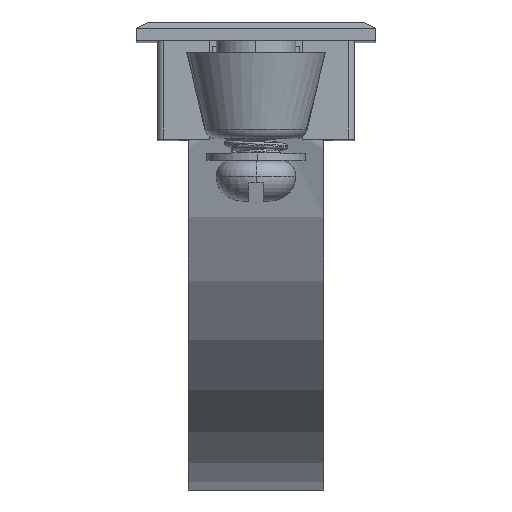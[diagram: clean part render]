
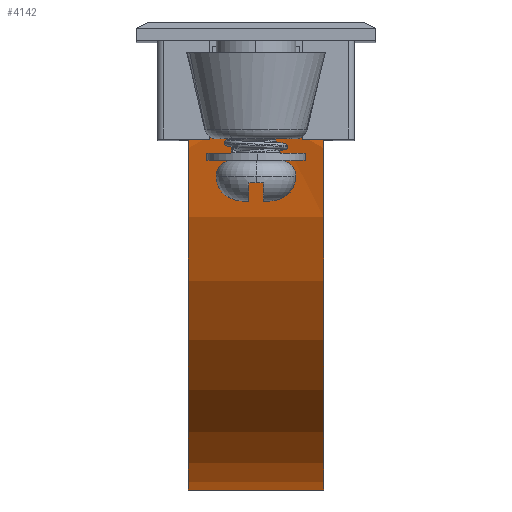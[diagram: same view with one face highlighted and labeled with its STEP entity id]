
A CAD part, top view. The second image highlights one B-rep face of the part: STEP entity #4142.
In plain terms, the highlighted cylindrical face has radius 33.513 mm (diameter 67.026 mm), a partial arc.
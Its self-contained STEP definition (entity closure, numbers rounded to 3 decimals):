
#413 = DIRECTION ( 'NONE',  ( 0., 0., -1. ) ) ;
#506 = CARTESIAN_POINT ( 'NONE',  ( 33.5, -4.987, 5.5 ) ) ;
#1043 = CARTESIAN_POINT ( 'NONE',  ( 33.5, -4.987, 5.5 ) ) ;
#1440 = CARTESIAN_POINT ( 'NONE',  ( -0.013, -4.987, -5.5 ) ) ;
#1613 = DIRECTION ( 'NONE',  ( 0., 0., -1. ) ) ;
#2063 = FACE_OUTER_BOUND ( 'NONE', #4832, .T. ) ;
#2357 = CARTESIAN_POINT ( 'NONE',  ( 33.5, -4.987, -5.5 ) ) ;
#2557 = DIRECTION ( 'NONE',  ( 1., 0., 0. ) ) ;
#2924 = LINE ( 'NONE', #9683, #13909 ) ;
#3117 = CARTESIAN_POINT ( 'NONE',  ( -33.5, -6.31, -5.5 ) ) ;
#3391 = VERTEX_POINT ( 'NONE', #1043 ) ;
#3465 = VERTEX_POINT ( 'NONE', #11338 ) ;
#3479 = EDGE_CURVE ( 'NONE', #9100, #10530, #2924, .T. ) ;
#3613 = EDGE_CURVE ( 'NONE', #18961, #9100, #18506, .T. ) ;
#4142 = ADVANCED_FACE ( 'NONE', ( #2063 ), #8821, .T. ) ;
#4173 = CIRCLE ( 'NONE', #13726, 33.513 ) ;
#4379 = CARTESIAN_POINT ( 'NONE',  ( 33.5, -4.987, 5.5 ) ) ;
#4388 = CIRCLE ( 'NONE', #13944, 33.513 ) ;
#4799 = VERTEX_POINT ( 'NONE', #3117 ) ;
#4832 = EDGE_LOOP ( 'NONE', ( #6851, #9387, #18511, #6565, #19886, #8592, #16496, #11211 ) ) ;
#5020 = DIRECTION ( 'NONE',  ( 0., 0., -1. ) ) ;
#5105 = EDGE_CURVE ( 'NONE', #7338, #4799, #10034, .T. ) ;
#5559 = DIRECTION ( 'NONE',  ( 1., 0., 0. ) ) ;
#6306 = CIRCLE ( 'NONE', #15838, 33.513 ) ;
#6565 = ORIENTED_EDGE ( 'NONE', *, *, #21292, .F. ) ;
#6851 = ORIENTED_EDGE ( 'NONE', *, *, #3479, .F. ) ;
#7155 = DIRECTION ( 'NONE',  ( -1., 0., 0. ) ) ;
#7258 = DIRECTION ( 'NONE',  ( 0., 0., -1. ) ) ;
#7338 = VERTEX_POINT ( 'NONE', #13955 ) ;
#8186 = DIRECTION ( 'NONE',  ( 0., 0., 1. ) ) ;
#8592 = ORIENTED_EDGE ( 'NONE', *, *, #14594, .T. ) ;
#8821 = CYLINDRICAL_SURFACE ( 'NONE', #14271, 33.513 ) ;
#9078 = CARTESIAN_POINT ( 'NONE',  ( 33.315, -8.5, -1.5 ) ) ;
#9100 = VERTEX_POINT ( 'NONE', #14381 ) ;
#9387 = ORIENTED_EDGE ( 'NONE', *, *, #3613, .F. ) ;
#9683 = CARTESIAN_POINT ( 'NONE',  ( 33.315, -8.5, 1.5 ) ) ;
#10034 = LINE ( 'NONE', #16773, #17658 ) ;
#10530 = VERTEX_POINT ( 'NONE', #9078 ) ;
#10985 = CARTESIAN_POINT ( 'NONE',  ( -0.013, -4.987, 1.5 ) ) ;
#11162 = DIRECTION ( 'NONE',  ( 0., 0., -1. ) ) ;
#11211 = ORIENTED_EDGE ( 'NONE', *, *, #14465, .T. ) ;
#11338 = CARTESIAN_POINT ( 'NONE',  ( 33.5, -4.987, -1.5 ) ) ;
#11728 = VERTEX_POINT ( 'NONE', #2357 ) ;
#11786 = DIRECTION ( 'NONE',  ( 1., 0., 0. ) ) ;
#13726 = AXIS2_PLACEMENT_3D ( 'NONE', #20157, #5020, #11786 ) ;
#13909 = VECTOR ( 'NONE', #16426, 1000. ) ;
#13944 = AXIS2_PLACEMENT_3D ( 'NONE', #13983, #20699, #5559 ) ;
#13955 = CARTESIAN_POINT ( 'NONE',  ( -33.5, -6.31, 5.5 ) ) ;
#13983 = CARTESIAN_POINT ( 'NONE',  ( -0.013, -4.987, 5.5 ) ) ;
#14256 = EDGE_CURVE ( 'NONE', #3465, #11728, #19530, .T. ) ;
#14271 = AXIS2_PLACEMENT_3D ( 'NONE', #15567, #413, #7155 ) ;
#14381 = CARTESIAN_POINT ( 'NONE',  ( 33.315, -8.5, 1.5 ) ) ;
#14465 = EDGE_CURVE ( 'NONE', #3465, #10530, #4173, .T. ) ;
#14594 = EDGE_CURVE ( 'NONE', #4799, #11728, #6306, .T. ) ;
#14948 = DIRECTION ( 'NONE',  ( 1., 0., 0. ) ) ;
#15236 = CARTESIAN_POINT ( 'NONE',  ( 33.5, -4.987, 1.5 ) ) ;
#15567 = CARTESIAN_POINT ( 'NONE',  ( -0.013, -4.987, 5.5 ) ) ;
#15666 = LINE ( 'NONE', #506, #19861 ) ;
#15698 = AXIS2_PLACEMENT_3D ( 'NONE', #10985, #17711, #2557 ) ;
#15838 = AXIS2_PLACEMENT_3D ( 'NONE', #1440, #8186, #14948 ) ;
#16426 = DIRECTION ( 'NONE',  ( 0., 0., -1. ) ) ;
#16496 = ORIENTED_EDGE ( 'NONE', *, *, #14256, .F. ) ;
#16773 = CARTESIAN_POINT ( 'NONE',  ( -33.5, -6.31, 5.5 ) ) ;
#17555 = VECTOR ( 'NONE', #11162, 1000. ) ;
#17658 = VECTOR ( 'NONE', #1613, 1000. ) ;
#17711 = DIRECTION ( 'NONE',  ( 0., 0., -1. ) ) ;
#18506 = CIRCLE ( 'NONE', #15698, 33.513 ) ;
#18511 = ORIENTED_EDGE ( 'NONE', *, *, #20217, .F. ) ;
#18961 = VERTEX_POINT ( 'NONE', #15236 ) ;
#19530 = LINE ( 'NONE', #4379, #17555 ) ;
#19861 = VECTOR ( 'NONE', #7258, 1000. ) ;
#19886 = ORIENTED_EDGE ( 'NONE', *, *, #5105, .T. ) ;
#20157 = CARTESIAN_POINT ( 'NONE',  ( -0.013, -4.987, -1.5 ) ) ;
#20217 = EDGE_CURVE ( 'NONE', #3391, #18961, #15666, .T. ) ;
#20699 = DIRECTION ( 'NONE',  ( 0., 0., 1. ) ) ;
#21292 = EDGE_CURVE ( 'NONE', #7338, #3391, #4388, .T. ) ;
